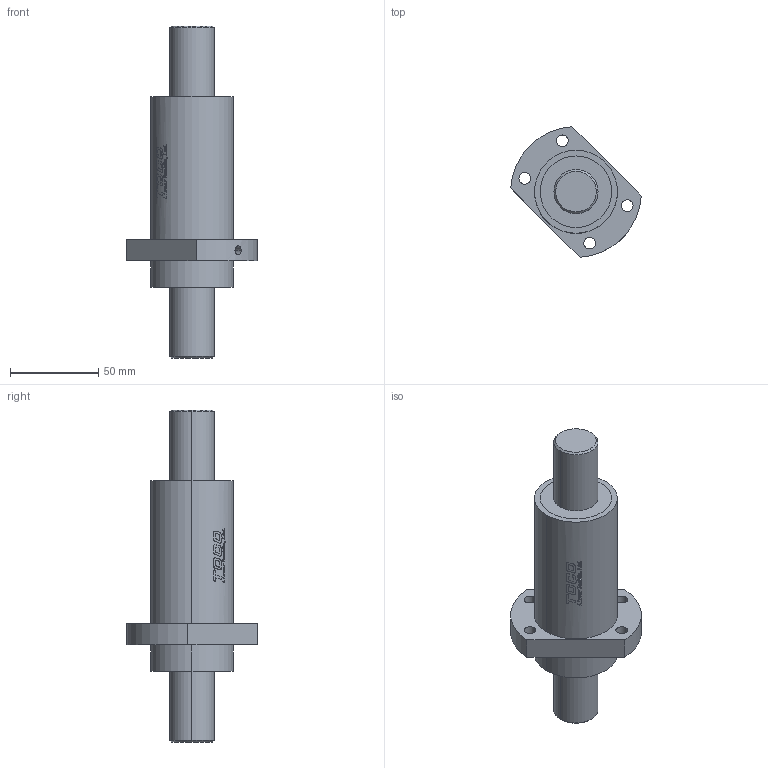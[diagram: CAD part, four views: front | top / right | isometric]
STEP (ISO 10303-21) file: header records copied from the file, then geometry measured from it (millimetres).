
FILE_DESCRIPTION (( 'STEP AP214' ), '1' );
FILE_NAME ('SFY2550-3.6.STEP', '2019-04-24T05:54:01', ( '' ), ( '' ), 'SwSTEP 2.0', 'SolidWorks 2015', '' );
FILE_SCHEMA (( 'AUTOMOTIVE_DESIGN' ));
Length unit declared in the file: millimetre
Products named in the file (1): SFY2550-3.6
Bounding box: 73.86 x 73.86 x 188 mm (x, y, z)
Volume: 243973.9 mm3; surface area: 54554.3 mm2
Topology: 4 solids, 4 shells, 611 faces, 1677 edges, 1118 vertices
Faces by surface type: bspline 425, plane 101, cylinder 81, cone 4
Entity records: 28420 total; most frequent: CARTESIAN_POINT 16634, ORIENTED_EDGE 3354, EDGE_CURVE 1677, B_SPLINE_CURVE_WITH_KNOTS 1357, VERTEX_POINT 1118, DIRECTION 816, EDGE_LOOP 669, FACE_OUTER_BOUND 611
